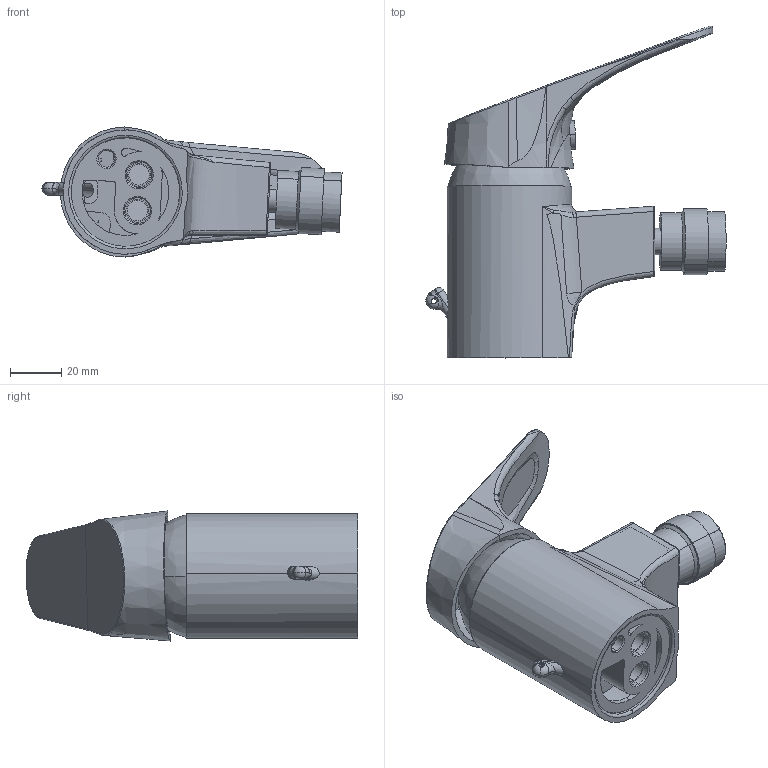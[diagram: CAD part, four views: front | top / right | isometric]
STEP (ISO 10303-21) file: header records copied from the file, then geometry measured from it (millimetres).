
FILE_DESCRIPTION (( 'STEP AP214' ), '1' );
FILE_NAME ('BLK.0024 3D.STEP', '2023-03-13T16:10:48', ( '' ), ( '' ), 'SwSTEP 2.0', 'SolidWorks 2022', '' );
FILE_SCHEMA (( 'AUTOMOTIVE_DESIGN' ));
Length unit declared in the file: millimetre
Products named in the file (9): DISTICO.STEP.STEP; MANIPULO.STEP.STEP; ASSEMBLY.STEP.STEP; BLK.0024.STEP; PRELATOR.STEP.STEP; ROSETA.STEP.STEP; VATO.STEP.STEP; VDA.STEP.STEP; BLK.0024 3D
Assembly tree (8 placements, depth 4):
  BLK.0024 3D
    BLK.0024.STEP
      ASSEMBLY.STEP.STEP
        MANIPULO.STEP.STEP
        PRELATOR.STEP.STEP
        ROSETA.STEP.STEP
        VATO.STEP.STEP
        DISTICO.STEP.STEP
        VDA.STEP.STEP
Bounding box: 117.01 x 129.4 x 50.72 mm (x, y, z)
Volume: 86720.8 mm3; surface area: 64522.2 mm2
Topology: 8 solids, 8 shells, 360 faces, 895 edges, 548 vertices
Faces by surface type: cylinder 121, bspline 104, plane 83, cone 30, torus 22
Entity records: 20850 total; most frequent: CARTESIAN_POINT 12650, ORIENTED_EDGE 1758, DIRECTION 1442, EDGE_CURVE 879, AXIS2_PLACEMENT_3D 598, VERTEX_POINT 548, EDGE_LOOP 395, FACE_OUTER_BOUND 360
